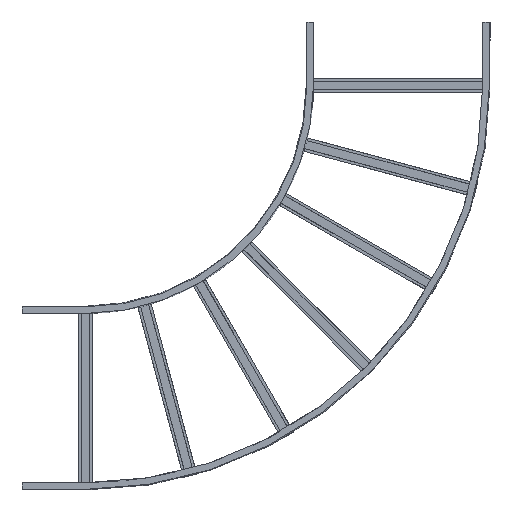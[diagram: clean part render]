
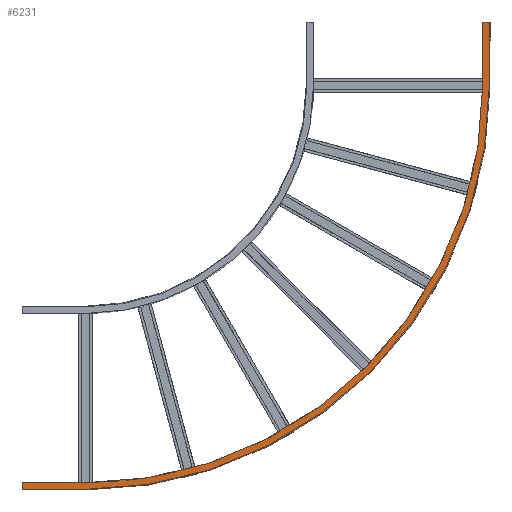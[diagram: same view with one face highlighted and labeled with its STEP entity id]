
A CAD part, front view. The second image highlights one B-rep face of the part: STEP entity #6231.
In plain terms, the highlighted planar face has unit normal (0, -1, 0).
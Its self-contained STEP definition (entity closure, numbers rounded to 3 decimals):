
#434 = DIRECTION ( 'NONE',  ( 0., -1., 0. ) ) ;
#699 = CARTESIAN_POINT ( 'NONE',  ( -600., -42.93, -1271.2 ) ) ;
#702 = PLANE ( 'NONE',  #725 ) ;
#725 = AXIS2_PLACEMENT_3D ( 'NONE', #699, #434, #3798 ) ;
#1196 = CARTESIAN_POINT ( 'NONE',  ( -600., -42.93, -173. ) ) ;
#1197 = DIRECTION ( 'NONE',  ( 0., -1., 0. ) ) ;
#1198 = DIRECTION ( 'NONE',  ( 1., 0., 0. ) ) ;
#1246 = CARTESIAN_POINT ( 'NONE',  ( -600., -42.93, -173. ) ) ;
#1247 = DIRECTION ( 'NONE',  ( 0., -1., 0. ) ) ;
#1248 = DIRECTION ( 'NONE',  ( 1., 0., 0. ) ) ;
#1253 = CARTESIAN_POINT ( 'NONE',  ( -600., -42.93, -1271.2 ) ) ;
#1254 = DIRECTION ( 'NONE',  ( -1., 0., 0. ) ) ;
#1613 = CIRCLE ( 'NONE', #6398, 1080.2 ) ;
#1664 = CIRCLE ( 'NONE', #6414, 1098.2 ) ;
#1667 = LINE ( 'NONE', #1253, #1670 ) ;
#1670 = VECTOR ( 'NONE', #1254, 1000. ) ;
#2010 = LINE ( 'NONE', #4555, #2013 ) ;
#2012 = LINE ( 'NONE', #4557, #2015 ) ;
#2013 = VECTOR ( 'NONE', #4556, 1000. ) ;
#2014 = LINE ( 'NONE', #4559, #2017 ) ;
#2015 = VECTOR ( 'NONE', #4558, 1000. ) ;
#2017 = VECTOR ( 'NONE', #4560, 1000. ) ;
#2032 = LINE ( 'NONE', #4577, #2035 ) ;
#2035 = VECTOR ( 'NONE', #4578, 1000. ) ;
#2040 = LINE ( 'NONE', #4591, #2043 ) ;
#2043 = VECTOR ( 'NONE', #4592, 1000. ) ;
#3482 = FACE_OUTER_BOUND ( 'NONE', #4352, .T. ) ;
#3798 = DIRECTION ( 'NONE',  ( 1., 0., 0. ) ) ;
#4352 = EDGE_LOOP ( 'NONE', ( #7772, #7773, #7774, #7775, #7776, #7777, #7778, #7779 ) ) ;
#4555 = CARTESIAN_POINT ( 'NONE',  ( -600., -42.93, -1253.2 ) ) ;
#4556 = DIRECTION ( 'NONE',  ( -1., 0., 0. ) ) ;
#4557 = CARTESIAN_POINT ( 'NONE',  ( 498.2, -42.93, -173. ) ) ;
#4558 = DIRECTION ( 'NONE',  ( 0., 0., 1. ) ) ;
#4559 = CARTESIAN_POINT ( 'NONE',  ( -773., -42.93, -1271.2 ) ) ;
#4560 = DIRECTION ( 'NONE',  ( 0., 0., 1. ) ) ;
#4577 = CARTESIAN_POINT ( 'NONE',  ( 480.2, -42.93, -173. ) ) ;
#4578 = DIRECTION ( 'NONE',  ( 0., 0., 1. ) ) ;
#4591 = CARTESIAN_POINT ( 'NONE',  ( 498.2, -42.93, 0. ) ) ;
#4592 = DIRECTION ( 'NONE',  ( -1., 0., 0. ) ) ;
#5036 = CARTESIAN_POINT ( 'NONE',  ( -600., -42.93, -1253.2 ) ) ;
#5046 = CARTESIAN_POINT ( 'NONE',  ( 498.2, -42.93, -173. ) ) ;
#5050 = CARTESIAN_POINT ( 'NONE',  ( -600., -42.93, -1271.2 ) ) ;
#5051 = CARTESIAN_POINT ( 'NONE',  ( 480.2, -42.93, -173. ) ) ;
#5052 = CARTESIAN_POINT ( 'NONE',  ( -773., -42.93, -1271.2 ) ) ;
#5081 = CARTESIAN_POINT ( 'NONE',  ( -773., -42.93, -1253.2 ) ) ;
#5082 = CARTESIAN_POINT ( 'NONE',  ( 498.2, -42.93, 0. ) ) ;
#5087 = CARTESIAN_POINT ( 'NONE',  ( 480.2, -42.93, 0. ) ) ;
#5807 = EDGE_CURVE ( 'NONE', #7598, #7613, #1613, .T. ) ;
#5823 = EDGE_CURVE ( 'NONE', #7612, #7608, #1664, .T. ) ;
#5826 = EDGE_CURVE ( 'NONE', #7612, #7614, #1667, .T. ) ;
#6002 = EDGE_CURVE ( 'NONE', #7598, #7643, #2010, .T. ) ;
#6003 = EDGE_CURVE ( 'NONE', #7608, #7644, #2012, .T. ) ;
#6004 = EDGE_CURVE ( 'NONE', #7614, #7643, #2014, .T. ) ;
#6013 = EDGE_CURVE ( 'NONE', #7613, #7649, #2032, .T. ) ;
#6018 = EDGE_CURVE ( 'NONE', #7644, #7649, #2040, .T. ) ;
#6231 = ADVANCED_FACE ( 'NONE', ( #3482 ), #702, .T. ) ;
#6398 = AXIS2_PLACEMENT_3D ( 'NONE', #1196, #1197, #1198 ) ;
#6414 = AXIS2_PLACEMENT_3D ( 'NONE', #1246, #1247, #1248 ) ;
#7598 = VERTEX_POINT ( 'NONE', #5036 ) ;
#7608 = VERTEX_POINT ( 'NONE', #5046 ) ;
#7612 = VERTEX_POINT ( 'NONE', #5050 ) ;
#7613 = VERTEX_POINT ( 'NONE', #5051 ) ;
#7614 = VERTEX_POINT ( 'NONE', #5052 ) ;
#7643 = VERTEX_POINT ( 'NONE', #5081 ) ;
#7644 = VERTEX_POINT ( 'NONE', #5082 ) ;
#7649 = VERTEX_POINT ( 'NONE', #5087 ) ;
#7772 = ORIENTED_EDGE ( 'NONE', *, *, #6004, .F. ) ;
#7773 = ORIENTED_EDGE ( 'NONE', *, *, #5826, .F. ) ;
#7774 = ORIENTED_EDGE ( 'NONE', *, *, #5823, .T. ) ;
#7775 = ORIENTED_EDGE ( 'NONE', *, *, #6003, .T. ) ;
#7776 = ORIENTED_EDGE ( 'NONE', *, *, #6018, .T. ) ;
#7777 = ORIENTED_EDGE ( 'NONE', *, *, #6013, .F. ) ;
#7778 = ORIENTED_EDGE ( 'NONE', *, *, #5807, .F. ) ;
#7779 = ORIENTED_EDGE ( 'NONE', *, *, #6002, .T. ) ;
